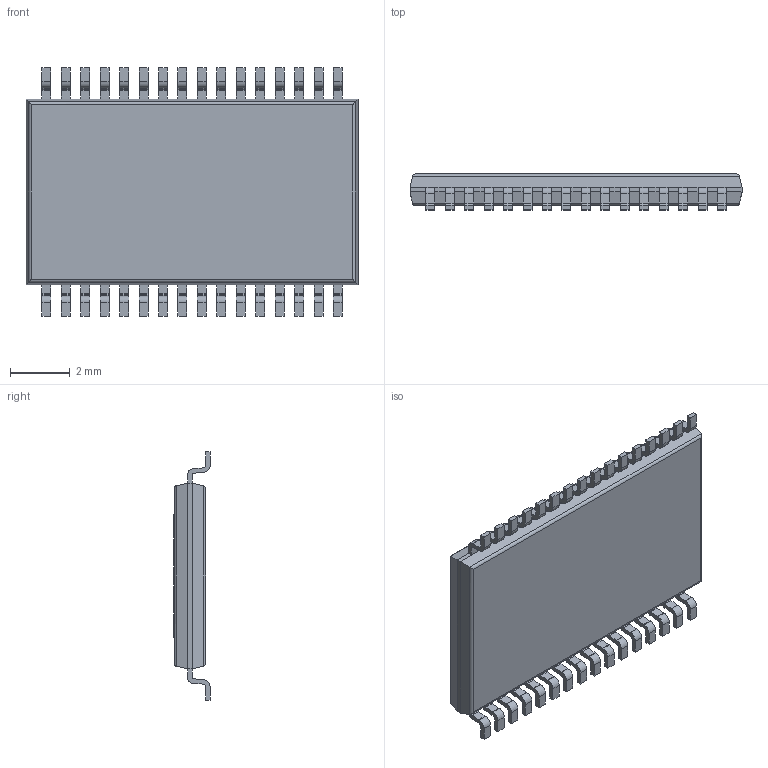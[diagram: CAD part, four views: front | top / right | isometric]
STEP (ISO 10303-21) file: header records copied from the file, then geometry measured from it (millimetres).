
FILE_DESCRIPTION (( 'STEP AP214' ), '1' );
FILE_NAME ('User Library-R-PDSO-G32 TPA3116.STEP', '2021-03-01T13:49:48', ( '' ), ( '' ), 'SwSTEP 2.0', 'SolidWorks 2020', '' );
FILE_SCHEMA (( 'AUTOMOTIVE_DESIGN' ));
Length unit declared in the file: millimetre
Products named in the file (1): User Library-R-PDSO-G32 TPA3116
Bounding box: 11.1 x 1.21 x 8.3 mm (x, y, z)
Volume: 73 mm3; surface area: 209.5 mm2
Topology: 1 solids, 1 shells, 593 faces, 1596 edges, 1016 vertices
Faces by surface type: plane 409, cylinder 168, bspline 16
Entity records: 20608 total; most frequent: CARTESIAN_POINT 4914, ORIENTED_EDGE 3192, DIRECTION 3032, EDGE_CURVE 1596, VECTOR 1236, LINE 1236, VERTEX_POINT 1016, AXIS2_PLACEMENT_3D 898
